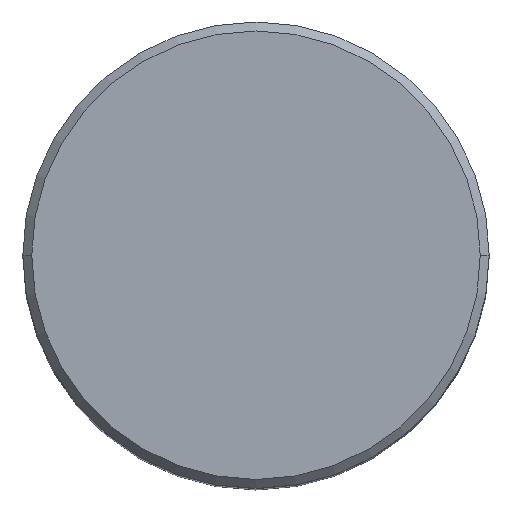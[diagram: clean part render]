
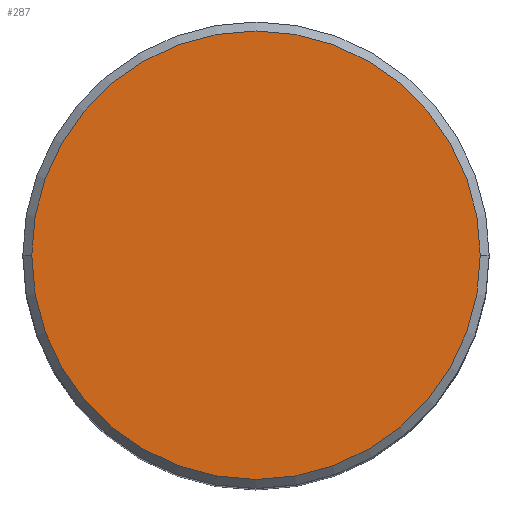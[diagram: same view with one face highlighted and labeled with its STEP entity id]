
A CAD part, top view. The second image highlights one B-rep face of the part: STEP entity #287.
In plain terms, the highlighted planar face has unit normal (0, 0, 1).
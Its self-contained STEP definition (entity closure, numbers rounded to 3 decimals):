
#20 = ORIENTED_EDGE ( 'NONE', *, *, #328, .T. ) ;
#25 = DIRECTION ( 'NONE',  ( 1., 0., 0. ) ) ;
#60 = CARTESIAN_POINT ( 'NONE',  ( 0., 0., 0. ) ) ;
#87 = AXIS2_PLACEMENT_3D ( 'NONE', #60, #513, #503 ) ;
#93 = PLANE ( 'NONE',  #419 ) ;
#131 = VERTEX_POINT ( 'NONE', #421 ) ;
#136 = AXIS2_PLACEMENT_3D ( 'NONE', #284, #292, #25 ) ;
#147 = VERTEX_POINT ( 'NONE', #294 ) ;
#179 = CARTESIAN_POINT ( 'NONE',  ( 0., 0., 0. ) ) ;
#259 = CIRCLE ( 'NONE', #87, 12.5 ) ;
#269 = DIRECTION ( 'NONE',  ( 1., 0., 0. ) ) ;
#284 = CARTESIAN_POINT ( 'NONE',  ( 0., 0., 0. ) ) ;
#287 = ADVANCED_FACE ( 'NONE', ( #527 ), #93, .T. ) ;
#292 = DIRECTION ( 'NONE',  ( 0., 0., 1. ) ) ;
#294 = CARTESIAN_POINT ( 'NONE',  ( 12.5, 0., 0. ) ) ;
#321 = EDGE_CURVE ( 'NONE', #131, #147, #259, .T. ) ;
#328 = EDGE_CURVE ( 'NONE', #147, #131, #366, .T. ) ;
#366 = CIRCLE ( 'NONE', #136, 12.5 ) ;
#419 = AXIS2_PLACEMENT_3D ( 'NONE', #179, #530, #269 ) ;
#421 = CARTESIAN_POINT ( 'NONE',  ( -12.5, 0., 0. ) ) ;
#437 = EDGE_LOOP ( 'NONE', ( #478, #20 ) ) ;
#478 = ORIENTED_EDGE ( 'NONE', *, *, #321, .T. ) ;
#503 = DIRECTION ( 'NONE',  ( 1., 0., 0. ) ) ;
#513 = DIRECTION ( 'NONE',  ( 0., 0., 1. ) ) ;
#527 = FACE_OUTER_BOUND ( 'NONE', #437, .T. ) ;
#530 = DIRECTION ( 'NONE',  ( 0., 0., 1. ) ) ;
